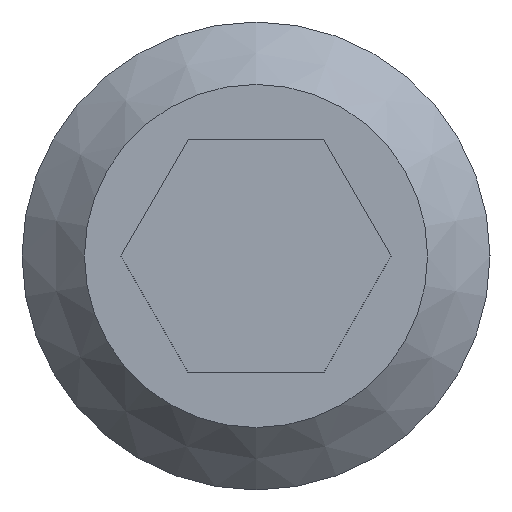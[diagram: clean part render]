
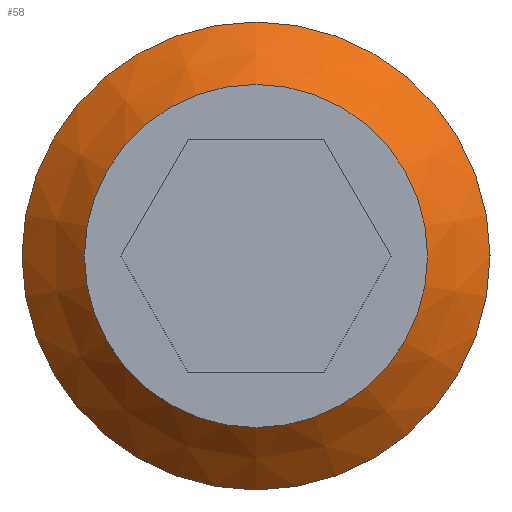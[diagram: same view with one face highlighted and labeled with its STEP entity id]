
A CAD part, left-side view. The second image highlights one B-rep face of the part: STEP entity #58.
In plain terms, the highlighted conical face has half-angle 45 degrees and reference radius 2.2 mm.
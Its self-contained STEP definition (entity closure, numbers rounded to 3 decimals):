
#58 = ADVANCED_FACE( '', ( #123, #124 ), #125, .T. );
#123 = FACE_OUTER_BOUND( '', #195, .T. );
#124 = FACE_BOUND( '', #196, .T. );
#125 = CONICAL_SURFACE( '', #197, 2.2, 0.785 );
#195 = EDGE_LOOP( '', ( #286 ) );
#196 = EDGE_LOOP( '', ( #287 ) );
#197 = AXIS2_PLACEMENT_3D( '', #288, #289, #290 );
#286 = ORIENTED_EDGE( '', *, *, #388, .F. );
#287 = ORIENTED_EDGE( '', *, *, #389, .T. );
#288 = CARTESIAN_POINT( '', ( 0., 0., 0. ) );
#289 = DIRECTION( '', ( 1., 0., 0. ) );
#290 = DIRECTION( '', ( 0., 0., -1. ) );
#388 = EDGE_CURVE( '', #451, #451, #452, .T. );
#389 = EDGE_CURVE( '', #453, #453, #454, .T. );
#451 = VERTEX_POINT( '', #528 );
#452 = CIRCLE( '', #529, 3. );
#453 = VERTEX_POINT( '', #530 );
#454 = CIRCLE( '', #531, 2.2 );
#528 = CARTESIAN_POINT( '', ( 0.8, 0., -3. ) );
#529 = AXIS2_PLACEMENT_3D( '', #589, #590, #591 );
#530 = CARTESIAN_POINT( '', ( 0., 0., -2.2 ) );
#531 = AXIS2_PLACEMENT_3D( '', #592, #593, #594 );
#589 = CARTESIAN_POINT( '', ( 0.8, 0., 0. ) );
#590 = DIRECTION( '', ( 1., 0., 0. ) );
#591 = DIRECTION( '', ( 0., 0., -1. ) );
#592 = CARTESIAN_POINT( '', ( 0., 0., 0. ) );
#593 = DIRECTION( '', ( 1., 0., 0. ) );
#594 = DIRECTION( '', ( 0., 0., -1. ) );
